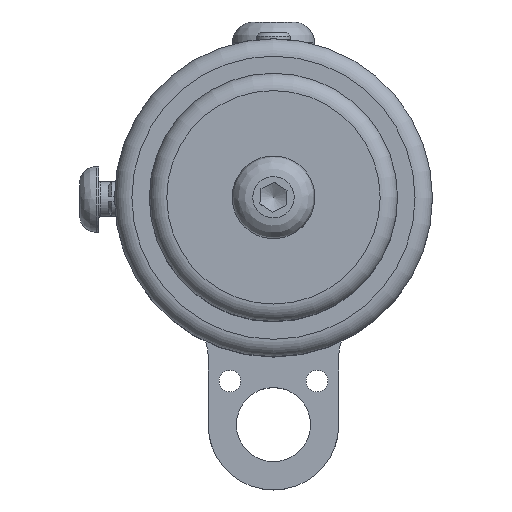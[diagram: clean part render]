
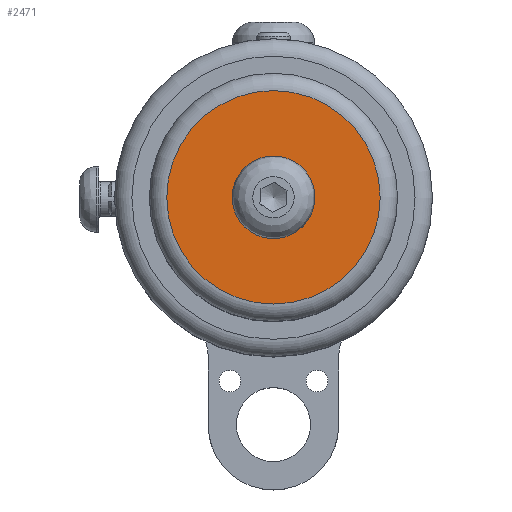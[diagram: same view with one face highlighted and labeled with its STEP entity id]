
A CAD part, top view. The second image highlights one B-rep face of the part: STEP entity #2471.
In plain terms, the highlighted planar face has unit normal (0, 0, 1).
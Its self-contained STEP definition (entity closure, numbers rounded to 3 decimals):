
#63=FACE_BOUND('',#578,.T.);
#97=PLANE('',#2641);
#445=FACE_OUTER_BOUND('',#577,.T.);
#577=EDGE_LOOP('',(#1611,#1612));
#578=EDGE_LOOP('',(#1613));
#807=CIRCLE('',#2642,12.25);
#808=CIRCLE('',#2643,12.25);
#809=CIRCLE('',#2644,2.5);
#981=VERTEX_POINT('',#3727);
#982=VERTEX_POINT('',#3728);
#983=VERTEX_POINT('',#3731);
#1240=EDGE_CURVE('',#981,#982,#807,.T.);
#1241=EDGE_CURVE('',#982,#981,#808,.T.);
#1242=EDGE_CURVE('',#983,#983,#809,.T.);
#1611=ORIENTED_EDGE('',*,*,#1240,.T.);
#1612=ORIENTED_EDGE('',*,*,#1241,.T.);
#1613=ORIENTED_EDGE('',*,*,#1242,.F.);
#2471=ADVANCED_FACE('',(#445,#63),#97,.T.);
#2641=AXIS2_PLACEMENT_3D('',#3726,#2967,#2968);
#2642=AXIS2_PLACEMENT_3D('',#3729,#2969,#2970);
#2643=AXIS2_PLACEMENT_3D('',#3730,#2971,#2972);
#2644=AXIS2_PLACEMENT_3D('',#3732,#2973,#2974);
#2967=DIRECTION('center_axis',(0.,0.,
1.));
#2968=DIRECTION('ref_axis',(-0.985,0.172,0.));
#2969=DIRECTION('center_axis',(0.,0.,
1.));
#2970=DIRECTION('ref_axis',(0.985,-0.172,0.));
#2971=DIRECTION('center_axis',(0.,0.,
1.));
#2972=DIRECTION('ref_axis',(0.985,-0.172,0.));
#2973=DIRECTION('center_axis',(0.,0.,
1.));
#2974=DIRECTION('ref_axis',(0.437,-0.899,0.));
#3726=CARTESIAN_POINT('Origin',(0.,0.,
86.114));
#3727=CARTESIAN_POINT('',(-2.107,-12.067,86.114));
#3728=CARTESIAN_POINT('',(12.067,-2.107,86.114));
#3729=CARTESIAN_POINT('Origin',(0.,0.,
86.114));
#3730=CARTESIAN_POINT('Origin',(0.,0.,
86.114));
#3731=CARTESIAN_POINT('',(-1.093,2.249,86.114));
#3732=CARTESIAN_POINT('Origin',(0.,0.,
86.114));
